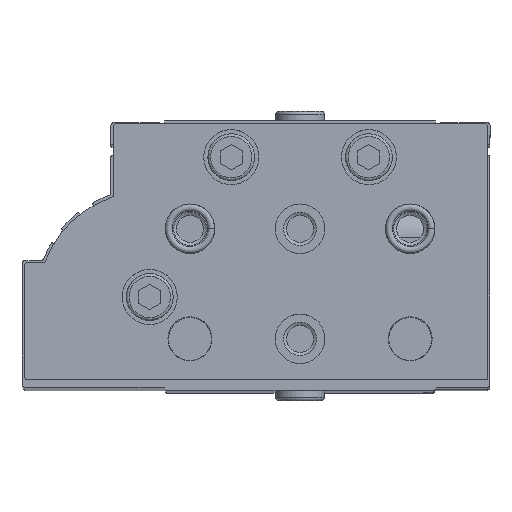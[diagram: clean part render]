
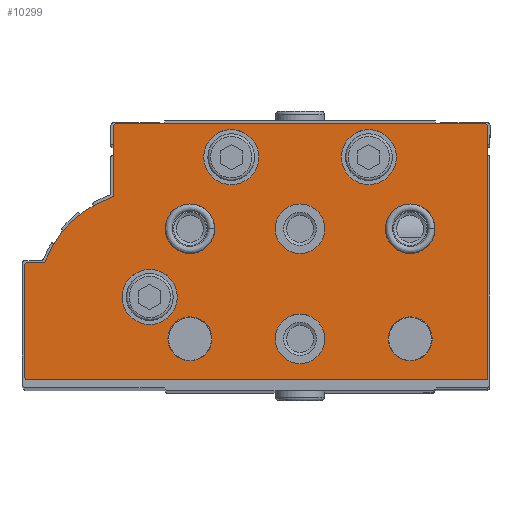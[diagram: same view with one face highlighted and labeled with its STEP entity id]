
A CAD part, top view. The second image highlights one B-rep face of the part: STEP entity #10299.
In plain terms, the highlighted face is planar.
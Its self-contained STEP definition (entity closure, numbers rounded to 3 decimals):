
#1060=LINE('',#17439,#1868);
#1062=LINE('',#17443,#1870);
#1065=LINE('',#17451,#1873);
#1068=LINE('',#17459,#1876);
#1073=LINE('',#17475,#1881);
#1076=LINE('',#17483,#1884);
#1868=VECTOR('',#14150,1000.);
#1870=VECTOR('',#14154,1000.);
#1873=VECTOR('',#14163,1000.);
#1876=VECTOR('',#14172,1000.);
#1881=VECTOR('',#14191,1000.);
#1884=VECTOR('',#14200,1000.);
#4061=ORIENTED_EDGE('',*,*,#5870,.T.);
#4062=ORIENTED_EDGE('',*,*,#5871,.T.);
#4063=ORIENTED_EDGE('',*,*,#5872,.T.);
#4064=ORIENTED_EDGE('',*,*,#5873,.T.);
#4065=ORIENTED_EDGE('',*,*,#5874,.T.);
#4066=ORIENTED_EDGE('',*,*,#5875,.T.);
#4067=ORIENTED_EDGE('',*,*,#5876,.T.);
#4068=ORIENTED_EDGE('',*,*,#5877,.T.);
#4069=ORIENTED_EDGE('',*,*,#5878,.T.);
#4070=ORIENTED_EDGE('',*,*,#5843,.F.);
#4071=ORIENTED_EDGE('',*,*,#5868,.F.);
#4072=ORIENTED_EDGE('',*,*,#5866,.F.);
#4073=ORIENTED_EDGE('',*,*,#5864,.F.);
#4074=ORIENTED_EDGE('',*,*,#5862,.T.);
#4075=ORIENTED_EDGE('',*,*,#5860,.F.);
#4076=ORIENTED_EDGE('',*,*,#5858,.T.);
#4077=ORIENTED_EDGE('',*,*,#5856,.F.);
#4078=ORIENTED_EDGE('',*,*,#5854,.F.);
#4079=ORIENTED_EDGE('',*,*,#5852,.F.);
#4080=ORIENTED_EDGE('',*,*,#5850,.F.);
#4081=ORIENTED_EDGE('',*,*,#5848,.F.);
#4082=ORIENTED_EDGE('',*,*,#5846,.F.);
#5843=EDGE_CURVE('',#6965,#6966,#7561,.T.);
#5846=EDGE_CURVE('',#6966,#6967,#1060,.T.);
#5848=EDGE_CURVE('',#6967,#6968,#1062,.T.);
#5850=EDGE_CURVE('',#6968,#6969,#7562,.T.);
#5852=EDGE_CURVE('',#6969,#6970,#1065,.T.);
#5854=EDGE_CURVE('',#6970,#6971,#7563,.T.);
#5856=EDGE_CURVE('',#6971,#6972,#1068,.T.);
#5858=EDGE_CURVE('',#6973,#6972,#7564,.T.);
#5860=EDGE_CURVE('',#6973,#6974,#7565,.T.);
#5862=EDGE_CURVE('',#6975,#6974,#7566,.T.);
#5864=EDGE_CURVE('',#6975,#6976,#1073,.T.);
#5866=EDGE_CURVE('',#6976,#6977,#7567,.T.);
#5868=EDGE_CURVE('',#6977,#6965,#1076,.T.);
#5870=EDGE_CURVE('',#6978,#6978,#7568,.T.);
#5871=EDGE_CURVE('',#6979,#6979,#7569,.T.);
#5872=EDGE_CURVE('',#6980,#6980,#7570,.T.);
#5873=EDGE_CURVE('',#6981,#6981,#7571,.T.);
#5874=EDGE_CURVE('',#6982,#6982,#7572,.T.);
#5875=EDGE_CURVE('',#6983,#6983,#7573,.T.);
#5876=EDGE_CURVE('',#6984,#6984,#7574,.T.);
#5877=EDGE_CURVE('',#6985,#6985,#7575,.T.);
#5878=EDGE_CURVE('',#6986,#6986,#7576,.T.);
#6965=VERTEX_POINT('',#17434);
#6966=VERTEX_POINT('',#17435);
#6967=VERTEX_POINT('',#17440);
#6968=VERTEX_POINT('',#17444);
#6969=VERTEX_POINT('',#17448);
#6970=VERTEX_POINT('',#17452);
#6971=VERTEX_POINT('',#17456);
#6972=VERTEX_POINT('',#17460);
#6973=VERTEX_POINT('',#17464);
#6974=VERTEX_POINT('',#17468);
#6975=VERTEX_POINT('',#17472);
#6976=VERTEX_POINT('',#17476);
#6977=VERTEX_POINT('',#17480);
#6978=VERTEX_POINT('',#17487);
#6979=VERTEX_POINT('',#17489);
#6980=VERTEX_POINT('',#17491);
#6981=VERTEX_POINT('',#17493);
#6982=VERTEX_POINT('',#17495);
#6983=VERTEX_POINT('',#17497);
#6984=VERTEX_POINT('',#17499);
#6985=VERTEX_POINT('',#17501);
#6986=VERTEX_POINT('',#17503);
#7561=CIRCLE('',#11531,0.5);
#7562=CIRCLE('',#11535,0.5);
#7563=CIRCLE('',#11538,0.5);
#7564=CIRCLE('',#11541,0.5);
#7565=CIRCLE('',#11543,19.5);
#7566=CIRCLE('',#11545,0.5);
#7567=CIRCLE('',#11548,0.5);
#7568=CIRCLE('',#11551,5.);
#7569=CIRCLE('',#11552,5.);
#7570=CIRCLE('',#11553,5.);
#7571=CIRCLE('',#11554,4.5);
#7572=CIRCLE('',#11555,4.5);
#7573=CIRCLE('',#11556,4.5);
#7574=CIRCLE('',#11557,4.5);
#7575=CIRCLE('',#11558,4.);
#7576=CIRCLE('',#11559,4.);
#8307=EDGE_LOOP('',(#4061));
#8308=EDGE_LOOP('',(#4062));
#8309=EDGE_LOOP('',(#4063));
#8310=EDGE_LOOP('',(#4064));
#8311=EDGE_LOOP('',(#4065));
#8312=EDGE_LOOP('',(#4066));
#8313=EDGE_LOOP('',(#4067));
#8314=EDGE_LOOP('',(#4068));
#8315=EDGE_LOOP('',(#4069));
#8316=EDGE_LOOP('',(#4070,#4071,#4072,#4073,#4074,#4075,#4076,#4077,#4078,
#4079,#4080,#4081,#4082));
#9232=FACE_BOUND('',#8307,.T.);
#9233=FACE_BOUND('',#8308,.T.);
#9234=FACE_BOUND('',#8309,.T.);
#9235=FACE_BOUND('',#8310,.T.);
#9236=FACE_BOUND('',#8311,.T.);
#9237=FACE_BOUND('',#8312,.T.);
#9238=FACE_BOUND('',#8313,.T.);
#9239=FACE_BOUND('',#8314,.T.);
#9240=FACE_BOUND('',#8315,.T.);
#9241=FACE_BOUND('',#8316,.T.);
#9778=PLANE('',#11550);
#10299=ADVANCED_FACE('',(#9232,#9233,#9234,#9235,#9236,#9237,#9238,#9239,
#9240,#9241),#9778,.F.);
#11531=AXIS2_PLACEMENT_3D('',#17433,#14144,#14145);
#11535=AXIS2_PLACEMENT_3D('',#17447,#14158,#14159);
#11538=AXIS2_PLACEMENT_3D('',#17455,#14167,#14168);
#11541=AXIS2_PLACEMENT_3D('',#17463,#14176,#14177);
#11543=AXIS2_PLACEMENT_3D('',#17467,#14181,#14182);
#11545=AXIS2_PLACEMENT_3D('',#17471,#14186,#14187);
#11548=AXIS2_PLACEMENT_3D('',#17479,#14195,#14196);
#11550=AXIS2_PLACEMENT_3D('',#17485,#14202,#14203);
#11551=AXIS2_PLACEMENT_3D('',#17486,#14204,#14205);
#11552=AXIS2_PLACEMENT_3D('',#17488,#14206,#14207);
#11553=AXIS2_PLACEMENT_3D('',#17490,#14208,#14209);
#11554=AXIS2_PLACEMENT_3D('',#17492,#14210,#14211);
#11555=AXIS2_PLACEMENT_3D('',#17494,#14212,#14213);
#11556=AXIS2_PLACEMENT_3D('',#17496,#14214,#14215);
#11557=AXIS2_PLACEMENT_3D('',#17498,#14216,#14217);
#11558=AXIS2_PLACEMENT_3D('',#17500,#14218,#14219);
#11559=AXIS2_PLACEMENT_3D('',#17502,#14220,#14221);
#14144=DIRECTION('',(0.,0.,1.));
#14145=DIRECTION('',(1.,0.,0.));
#14150=DIRECTION('',(0.,-1.,0.));
#14154=DIRECTION('',(1.,0.,0.));
#14158=DIRECTION('',(0.,0.,1.));
#14159=DIRECTION('',(1.,0.,0.));
#14163=DIRECTION('',(0.,1.,0.));
#14167=DIRECTION('',(0.,0.,1.));
#14168=DIRECTION('',(1.,0.,0.));
#14172=DIRECTION('',(-1.,0.,0.));
#14176=DIRECTION('',(0.,0.,1.));
#14177=DIRECTION('',(1.,0.,0.));
#14181=DIRECTION('',(0.,0.,1.));
#14182=DIRECTION('',(1.,0.,0.));
#14186=DIRECTION('',(0.,0.,1.));
#14187=DIRECTION('',(1.,0.,0.));
#14191=DIRECTION('',(0.,1.,0.));
#14195=DIRECTION('',(0.,0.,1.));
#14196=DIRECTION('',(1.,0.,0.));
#14200=DIRECTION('',(-1.,0.,0.));
#14202=DIRECTION('',(0.,0.,1.));
#14203=DIRECTION('',(1.,0.,0.));
#14204=DIRECTION('',(0.,0.,1.));
#14205=DIRECTION('',(1.,0.,0.));
#14206=DIRECTION('',(0.,0.,1.));
#14207=DIRECTION('',(1.,0.,0.));
#14208=DIRECTION('',(0.,0.,1.));
#14209=DIRECTION('',(1.,0.,0.));
#14210=DIRECTION('',(0.,0.,1.));
#14211=DIRECTION('',(1.,0.,0.));
#14212=DIRECTION('',(0.,0.,1.));
#14213=DIRECTION('',(1.,0.,0.));
#14214=DIRECTION('',(0.,0.,1.));
#14215=DIRECTION('',(1.,0.,0.));
#14216=DIRECTION('',(0.,0.,1.));
#14217=DIRECTION('',(1.,0.,0.));
#14218=DIRECTION('',(0.,0.,1.));
#14219=DIRECTION('',(1.,0.,0.));
#14220=DIRECTION('',(0.,0.,1.));
#14221=DIRECTION('',(1.,0.,0.));
#17433=CARTESIAN_POINT('',(0.5,46.,0.));
#17434=CARTESIAN_POINT('',(0.5,46.5,0.));
#17435=CARTESIAN_POINT('',(0.,46.,0.));
#17439=CARTESIAN_POINT('',(0.,46.,0.));
#17440=CARTESIAN_POINT('',(0.,0.,0.));
#17443=CARTESIAN_POINT('',(0.,0.,0.));
#17444=CARTESIAN_POINT('',(83.5,0.,0.));
#17447=CARTESIAN_POINT('',(83.5,0.5,0.));
#17448=CARTESIAN_POINT('',(84.,0.5,0.));
#17451=CARTESIAN_POINT('',(84.,0.5,0.));
#17452=CARTESIAN_POINT('',(84.,20.7,0.));
#17455=CARTESIAN_POINT('',(83.5,20.7,0.));
#17456=CARTESIAN_POINT('',(83.5,21.2,0.));
#17459=CARTESIAN_POINT('',(83.5,21.2,0.));
#17460=CARTESIAN_POINT('',(80.697,21.2,0.));
#17463=CARTESIAN_POINT('',(80.697,21.7,0.));
#17464=CARTESIAN_POINT('',(80.23,21.523,0.));
#17467=CARTESIAN_POINT('',(62.,14.6,0.));
#17468=CARTESIAN_POINT('',(68.191,33.091,0.));
#17471=CARTESIAN_POINT('',(68.35,33.565,0.));
#17472=CARTESIAN_POINT('',(67.85,33.565,0.));
#17475=CARTESIAN_POINT('',(67.85,33.565,0.));
#17476=CARTESIAN_POINT('',(67.85,46.,0.));
#17479=CARTESIAN_POINT('',(67.35,46.,0.));
#17480=CARTESIAN_POINT('',(67.35,46.5,0.));
#17483=CARTESIAN_POINT('',(67.35,46.5,0.));
#17485=CARTESIAN_POINT('',(0.5,46.,0.));
#17486=CARTESIAN_POINT('',(61.3,15.,0.));
#17487=CARTESIAN_POINT('',(66.3,15.,0.));
#17488=CARTESIAN_POINT('',(46.5,40.4,0.));
#17489=CARTESIAN_POINT('',(51.5,40.4,0.));
#17490=CARTESIAN_POINT('',(21.5,40.4,0.));
#17491=CARTESIAN_POINT('',(26.5,40.4,0.));
#17492=CARTESIAN_POINT('',(54.,27.4,0.));
#17493=CARTESIAN_POINT('',(58.5,27.4,0.));
#17494=CARTESIAN_POINT('',(34.,27.4,0.));
#17495=CARTESIAN_POINT('',(38.5,27.4,0.));
#17496=CARTESIAN_POINT('',(14.,27.4,0.));
#17497=CARTESIAN_POINT('',(18.5,27.4,0.));
#17498=CARTESIAN_POINT('',(34.,7.4,0.));
#17499=CARTESIAN_POINT('',(38.5,7.4,0.));
#17500=CARTESIAN_POINT('',(54.,7.4,0.));
#17501=CARTESIAN_POINT('',(58.,7.4,0.));
#17502=CARTESIAN_POINT('',(14.,7.4,0.));
#17503=CARTESIAN_POINT('',(18.,7.4,0.));
